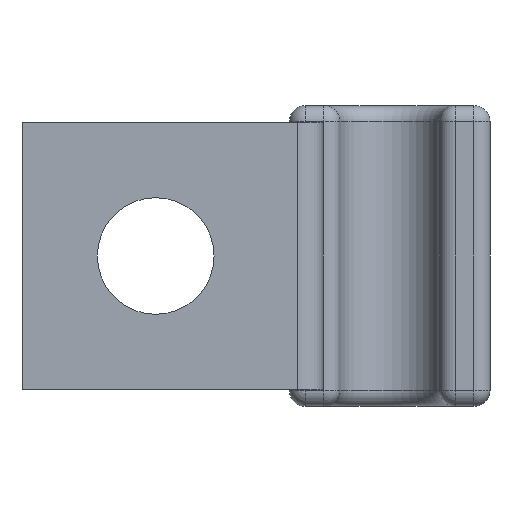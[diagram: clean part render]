
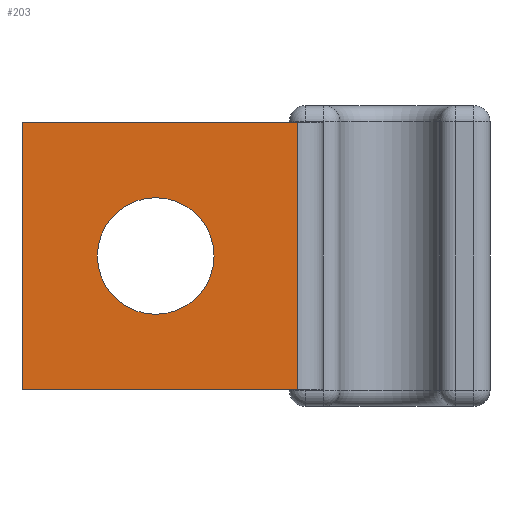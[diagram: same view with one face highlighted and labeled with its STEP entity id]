
A CAD part, front view. The second image highlights one B-rep face of the part: STEP entity #203.
In plain terms, the highlighted planar face has unit normal (0, -1, 0).
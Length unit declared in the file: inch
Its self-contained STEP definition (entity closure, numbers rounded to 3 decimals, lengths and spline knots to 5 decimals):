
#48 = EDGE_CURVE ( 'NONE', #808, #969, #695, .T. ) ;
#173 = CARTESIAN_POINT ( 'NONE',  ( 0., 0., -0.25 ) ) ;
#203 = ADVANCED_FACE ( 'NONE', ( #605, #1307 ), #1047, .F. ) ;
#246 = CARTESIAN_POINT ( 'NONE',  ( 0., 0., 0.25 ) ) ;
#257 = CARTESIAN_POINT ( 'NONE',  ( 0.51425, 0., 0.25 ) ) ;
#260 = VECTOR ( 'NONE', #282, 39.37008 ) ;
#282 = DIRECTION ( 'NONE',  ( 0., 0., -1. ) ) ;
#294 = VECTOR ( 'NONE', #1160, 39.37008 ) ;
#365 = VECTOR ( 'NONE', #1371, 39.37008 ) ;
#475 = EDGE_CURVE ( 'NONE', #969, #1035, #542, .T. ) ;
#502 = DIRECTION ( 'NONE',  ( 0., 1., 0. ) ) ;
#542 = LINE ( 'NONE', #257, #912 ) ;
#557 = AXIS2_PLACEMENT_3D ( 'NONE', #680, #1597, #812 ) ;
#572 = CARTESIAN_POINT ( 'NONE',  ( 0.25, 0., 0. ) ) ;
#574 = CARTESIAN_POINT ( 'NONE',  ( 0.51425, 0., 0.25 ) ) ;
#605 = FACE_BOUND ( 'NONE', #1511, .T. ) ;
#606 = VERTEX_POINT ( 'NONE', #618 ) ;
#618 = CARTESIAN_POINT ( 'NONE',  ( 0.25, 0., 0.109 ) ) ;
#619 = EDGE_LOOP ( 'NONE', ( #922, #743, #1186, #1407 ) ) ;
#680 = CARTESIAN_POINT ( 'NONE',  ( 0.25, 0., 0. ) ) ;
#695 = LINE ( 'NONE', #776, #294 ) ;
#696 = ORIENTED_EDGE ( 'NONE', *, *, #1686, .F. ) ;
#701 = AXIS2_PLACEMENT_3D ( 'NONE', #572, #1502, #717 ) ;
#710 = CARTESIAN_POINT ( 'NONE',  ( 0., 0., -0.25 ) ) ;
#717 = DIRECTION ( 'NONE',  ( 0., 0., 1. ) ) ;
#739 = CARTESIAN_POINT ( 'NONE',  ( 0., 0., 0.25 ) ) ;
#743 = ORIENTED_EDGE ( 'NONE', *, *, #475, .F. ) ;
#744 = CIRCLE ( 'NONE', #557, 0.109 ) ;
#776 = CARTESIAN_POINT ( 'NONE',  ( 0., 0., 0.25 ) ) ;
#808 = VERTEX_POINT ( 'NONE', #1652 ) ;
#812 = DIRECTION ( 'NONE',  ( 0., 0., 1. ) ) ;
#871 = CARTESIAN_POINT ( 'NONE',  ( 0.51425, 0., -0.25 ) ) ;
#912 = VECTOR ( 'NONE', #1058, 39.37008 ) ;
#922 = ORIENTED_EDGE ( 'NONE', *, *, #938, .T. ) ;
#938 = EDGE_CURVE ( 'NONE', #1163, #1035, #1424, .T. ) ;
#969 = VERTEX_POINT ( 'NONE', #574 ) ;
#1035 = VERTEX_POINT ( 'NONE', #871 ) ;
#1047 = PLANE ( 'NONE',  #1370 ) ;
#1058 = DIRECTION ( 'NONE',  ( 0., 0., -1. ) ) ;
#1069 = EDGE_CURVE ( 'NONE', #808, #1163, #1712, .T. ) ;
#1142 = EDGE_CURVE ( 'NONE', #606, #1561, #1605, .T. ) ;
#1160 = DIRECTION ( 'NONE',  ( 1., 0., 0. ) ) ;
#1163 = VERTEX_POINT ( 'NONE', #173 ) ;
#1175 = CARTESIAN_POINT ( 'NONE',  ( 0.25, 0., -0.109 ) ) ;
#1186 = ORIENTED_EDGE ( 'NONE', *, *, #48, .F. ) ;
#1307 = FACE_OUTER_BOUND ( 'NONE', #619, .T. ) ;
#1370 = AXIS2_PLACEMENT_3D ( 'NONE', #246, #502, #1444 ) ;
#1371 = DIRECTION ( 'NONE',  ( 1., 0., 0. ) ) ;
#1407 = ORIENTED_EDGE ( 'NONE', *, *, #1069, .T. ) ;
#1424 = LINE ( 'NONE', #710, #365 ) ;
#1444 = DIRECTION ( 'NONE',  ( 0., 0., 1. ) ) ;
#1502 = DIRECTION ( 'NONE',  ( 0., -1., 0. ) ) ;
#1511 = EDGE_LOOP ( 'NONE', ( #1602, #696 ) ) ;
#1561 = VERTEX_POINT ( 'NONE', #1175 ) ;
#1597 = DIRECTION ( 'NONE',  ( 0., -1., 0. ) ) ;
#1602 = ORIENTED_EDGE ( 'NONE', *, *, #1142, .F. ) ;
#1605 = CIRCLE ( 'NONE', #701, 0.109 ) ;
#1652 = CARTESIAN_POINT ( 'NONE',  ( 0., 0., 0.25 ) ) ;
#1686 = EDGE_CURVE ( 'NONE', #1561, #606, #744, .T. ) ;
#1712 = LINE ( 'NONE', #739, #260 ) ;
